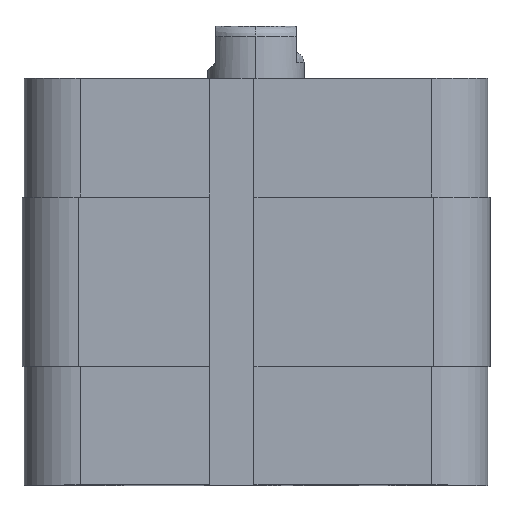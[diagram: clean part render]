
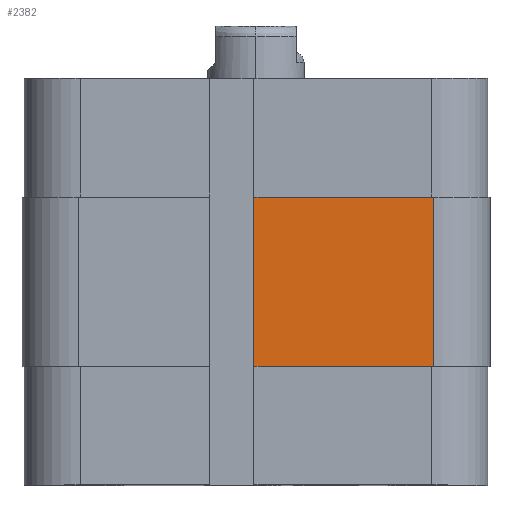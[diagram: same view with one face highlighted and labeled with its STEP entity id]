
A CAD part, top view. The second image highlights one B-rep face of the part: STEP entity #2382.
In plain terms, the highlighted planar face has unit normal (0, 0, 1).
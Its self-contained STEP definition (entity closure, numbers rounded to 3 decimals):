
#340 = CARTESIAN_POINT ( 'NONE',  ( -0.25, 10.5, 29.05 ) ) ;
#493 = DIRECTION ( 'NONE',  ( 0., 1., 0. ) ) ;
#580 = ORIENTED_EDGE ( 'NONE', *, *, #2333, .F. ) ;
#648 = VERTEX_POINT ( 'NONE', #7468 ) ;
#1259 = ORIENTED_EDGE ( 'NONE', *, *, #4936, .T. ) ;
#1650 = AXIS2_PLACEMENT_3D ( 'NONE', #7354, #7331, #6231 ) ;
#1923 = EDGE_CURVE ( 'NONE', #648, #5985, #3274, .T. ) ;
#2333 = EDGE_CURVE ( 'NONE', #3997, #5985, #5578, .T. ) ;
#2382 = ADVANCED_FACE ( 'NONE', ( #5389 ), #7410, .T. ) ;
#2711 = CARTESIAN_POINT ( 'NONE',  ( 22.05, -10.5, 29.05 ) ) ;
#2987 = VECTOR ( 'NONE', #4533, 1000. ) ;
#3274 = LINE ( 'NONE', #6355, #5122 ) ;
#3283 = DIRECTION ( 'NONE',  ( -1., 0., 0. ) ) ;
#3406 = VERTEX_POINT ( 'NONE', #2711 ) ;
#3997 = VERTEX_POINT ( 'NONE', #5889 ) ;
#4029 = LINE ( 'NONE', #5656, #5608 ) ;
#4387 = LINE ( 'NONE', #7492, #6931 ) ;
#4508 = CARTESIAN_POINT ( 'NONE',  ( -0.25, 0., 29.05 ) ) ;
#4533 = DIRECTION ( 'NONE',  ( 0., 1., 0. ) ) ;
#4774 = EDGE_CURVE ( 'NONE', #3406, #3997, #4029, .T. ) ;
#4869 = DIRECTION ( 'NONE',  ( -1., 0., 0. ) ) ;
#4936 = EDGE_CURVE ( 'NONE', #3406, #648, #4387, .T. ) ;
#5122 = VECTOR ( 'NONE', #4869, 1000. ) ;
#5345 = ORIENTED_EDGE ( 'NONE', *, *, #4774, .F. ) ;
#5389 = FACE_OUTER_BOUND ( 'NONE', #5956, .T. ) ;
#5578 = LINE ( 'NONE', #4508, #2987 ) ;
#5608 = VECTOR ( 'NONE', #3283, 1000. ) ;
#5656 = CARTESIAN_POINT ( 'NONE',  ( 28.8, -10.5, 29.05 ) ) ;
#5830 = ORIENTED_EDGE ( 'NONE', *, *, #1923, .T. ) ;
#5889 = CARTESIAN_POINT ( 'NONE',  ( -0.25, -10.5, 29.05 ) ) ;
#5956 = EDGE_LOOP ( 'NONE', ( #5345, #1259, #5830, #580 ) ) ;
#5985 = VERTEX_POINT ( 'NONE', #340 ) ;
#6231 = DIRECTION ( 'NONE',  ( 1., 0., 0. ) ) ;
#6355 = CARTESIAN_POINT ( 'NONE',  ( 28.8, 10.5, 29.05 ) ) ;
#6931 = VECTOR ( 'NONE', #493, 1000. ) ;
#7331 = DIRECTION ( 'NONE',  ( 0., 0., 1. ) ) ;
#7354 = CARTESIAN_POINT ( 'NONE',  ( 22.05, 0., 29.05 ) ) ;
#7410 = PLANE ( 'NONE',  #1650 ) ;
#7468 = CARTESIAN_POINT ( 'NONE',  ( 22.05, 10.5, 29.05 ) ) ;
#7492 = CARTESIAN_POINT ( 'NONE',  ( 22.05, 10.5, 29.05 ) ) ;
